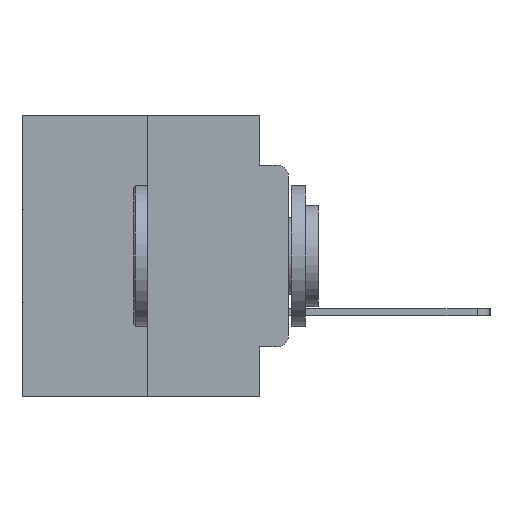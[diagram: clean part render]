
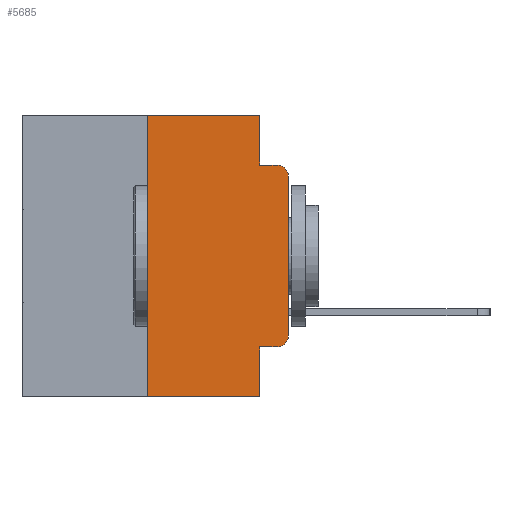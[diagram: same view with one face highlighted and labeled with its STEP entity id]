
A CAD part, left-side view. The second image highlights one B-rep face of the part: STEP entity #5685.
In plain terms, the highlighted planar face has unit normal (-1, 0, 0).
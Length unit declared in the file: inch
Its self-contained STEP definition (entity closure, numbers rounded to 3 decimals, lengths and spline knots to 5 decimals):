
#545 = CARTESIAN_POINT ( 'NONE',  ( 0., 0.25, -0.5 ) ) ;
#647 = LINE ( 'NONE', #18081, #12775 ) ;
#684 = CIRCLE ( 'NONE', #4667, 0.02 ) ;
#924 = VERTEX_POINT ( 'NONE', #16311 ) ;
#979 = ORIENTED_EDGE ( 'NONE', *, *, #16843, .T. ) ;
#1333 = CARTESIAN_POINT ( 'NONE',  ( 0., 0.051, 0. ) ) ;
#1568 = CARTESIAN_POINT ( 'NONE',  ( 0., 0.051, -0.0885 ) ) ;
#2004 = VECTOR ( 'NONE', #15200, 39.37008 ) ;
#2167 = CARTESIAN_POINT ( 'NONE',  ( 0., 0.02, -0.3915 ) ) ;
#3348 = ORIENTED_EDGE ( 'NONE', *, *, #14057, .T. ) ;
#3470 = EDGE_CURVE ( 'NONE', #4186, #10820, #6106, .T. ) ;
#3894 = VERTEX_POINT ( 'NONE', #7351 ) ;
#4186 = VERTEX_POINT ( 'NONE', #8619 ) ;
#4271 = ORIENTED_EDGE ( 'NONE', *, *, #20945, .F. ) ;
#4403 = EDGE_CURVE ( 'NONE', #3894, #8464, #647, .T. ) ;
#4478 = DIRECTION ( 'NONE',  ( 0., 0., -1. ) ) ;
#4667 = AXIS2_PLACEMENT_3D ( 'NONE', #2167, #17655, #4478 ) ;
#4964 = DIRECTION ( 'NONE',  ( 0., -1., 0. ) ) ;
#4997 = CARTESIAN_POINT ( 'NONE',  ( 0., 0.051, 0. ) ) ;
#5043 = EDGE_CURVE ( 'NONE', #4186, #19766, #15998, .T. ) ;
#5183 = ORIENTED_EDGE ( 'NONE', *, *, #8144, .F. ) ;
#5685 = ADVANCED_FACE ( 'NONE', ( #8497 ), #23549, .F. ) ;
#6047 = CARTESIAN_POINT ( 'NONE',  ( 0., 0.051, 0. ) ) ;
#6106 = LINE ( 'NONE', #10654, #27996 ) ;
#6214 = ORIENTED_EDGE ( 'NONE', *, *, #25105, .F. ) ;
#7346 = DIRECTION ( 'NONE',  ( 0., 0., -1. ) ) ;
#7351 = CARTESIAN_POINT ( 'NONE',  ( 0., 0.25, 0. ) ) ;
#7436 = LINE ( 'NONE', #27532, #2004 ) ;
#7808 = ORIENTED_EDGE ( 'NONE', *, *, #4403, .F. ) ;
#7852 = VERTEX_POINT ( 'NONE', #24286 ) ;
#7973 = VERTEX_POINT ( 'NONE', #18546 ) ;
#8144 = EDGE_CURVE ( 'NONE', #19083, #3894, #7436, .T. ) ;
#8464 = VERTEX_POINT ( 'NONE', #1333 ) ;
#8497 = FACE_OUTER_BOUND ( 'NONE', #19085, .T. ) ;
#8619 = CARTESIAN_POINT ( 'NONE',  ( 0., 0.051, -0.4115 ) ) ;
#8620 = DIRECTION ( 'NONE',  ( 0., -1., 0. ) ) ;
#9627 = DIRECTION ( 'NONE',  ( 0., -1., 0. ) ) ;
#10473 = VECTOR ( 'NONE', #8620, 39.37008 ) ;
#10654 = CARTESIAN_POINT ( 'NONE',  ( 0., 0.051, -0.4115 ) ) ;
#10702 = VERTEX_POINT ( 'NONE', #22310 ) ;
#10820 = VERTEX_POINT ( 'NONE', #24659 ) ;
#11100 = CARTESIAN_POINT ( 'NONE',  ( 0., 0.473, 0. ) ) ;
#11395 = VECTOR ( 'NONE', #7346, 39.37008 ) ;
#11485 = DIRECTION ( 'NONE',  ( -1., 0., 0. ) ) ;
#12160 = VECTOR ( 'NONE', #14224, 39.37008 ) ;
#12775 = VECTOR ( 'NONE', #4964, 39.37008 ) ;
#12842 = LINE ( 'NONE', #18488, #12160 ) ;
#12931 = ORIENTED_EDGE ( 'NONE', *, *, #3470, .T. ) ;
#13299 = ORIENTED_EDGE ( 'NONE', *, *, #21018, .T. ) ;
#13806 = ORIENTED_EDGE ( 'NONE', *, *, #5043, .F. ) ;
#14057 = EDGE_CURVE ( 'NONE', #7852, #924, #12842, .T. ) ;
#14224 = DIRECTION ( 'NONE',  ( 0., 0., 1. ) ) ;
#14564 = EDGE_CURVE ( 'NONE', #10820, #7852, #684, .T. ) ;
#15200 = DIRECTION ( 'NONE',  ( 0., 0., 1. ) ) ;
#15381 = DIRECTION ( 'NONE',  ( 0., 0., -1. ) ) ;
#15813 = AXIS2_PLACEMENT_3D ( 'NONE', #11100, #27719, #15381 ) ;
#15998 = LINE ( 'NONE', #6047, #21453 ) ;
#16311 = CARTESIAN_POINT ( 'NONE',  ( 0., 0., -0.1085 ) ) ;
#16843 = EDGE_CURVE ( 'NONE', #924, #7973, #25958, .T. ) ;
#16963 = DIRECTION ( 'NONE',  ( 0., 0., -1. ) ) ;
#17466 = DIRECTION ( 'NONE',  ( 0., -1., 0. ) ) ;
#17510 = ORIENTED_EDGE ( 'NONE', *, *, #14564, .T. ) ;
#17655 = DIRECTION ( 'NONE',  ( -1., 0., 0. ) ) ;
#18081 = CARTESIAN_POINT ( 'NONE',  ( 0., 0.473, 0. ) ) ;
#18488 = CARTESIAN_POINT ( 'NONE',  ( 0., 0., 0. ) ) ;
#18546 = CARTESIAN_POINT ( 'NONE',  ( 0., 0.02, -0.0885 ) ) ;
#19083 = VERTEX_POINT ( 'NONE', #545 ) ;
#19085 = EDGE_LOOP ( 'NONE', ( #3348, #979, #4271, #6214, #7808, #5183, #13299, #13806, #12931, #17510 ) ) ;
#19609 = AXIS2_PLACEMENT_3D ( 'NONE', #23920, #11485, #25994 ) ;
#19640 = VECTOR ( 'NONE', #17466, 39.37008 ) ;
#19766 = VERTEX_POINT ( 'NONE', #20251 ) ;
#20251 = CARTESIAN_POINT ( 'NONE',  ( 0., 0.051, -0.5 ) ) ;
#20945 = EDGE_CURVE ( 'NONE', #10702, #7973, #27737, .T. ) ;
#21018 = EDGE_CURVE ( 'NONE', #19083, #19766, #25779, .T. ) ;
#21453 = VECTOR ( 'NONE', #16963, 39.37008 ) ;
#22310 = CARTESIAN_POINT ( 'NONE',  ( 0., 0.051, -0.0885 ) ) ;
#22440 = LINE ( 'NONE', #4997, #11395 ) ;
#23549 = PLANE ( 'NONE',  #15813 ) ;
#23920 = CARTESIAN_POINT ( 'NONE',  ( 0., 0.02, -0.1085 ) ) ;
#24286 = CARTESIAN_POINT ( 'NONE',  ( 0., 0., -0.3915 ) ) ;
#24659 = CARTESIAN_POINT ( 'NONE',  ( 0., 0.02, -0.4115 ) ) ;
#25105 = EDGE_CURVE ( 'NONE', #8464, #10702, #22440, .T. ) ;
#25779 = LINE ( 'NONE', #27716, #19640 ) ;
#25958 = CIRCLE ( 'NONE', #19609, 0.02 ) ;
#25994 = DIRECTION ( 'NONE',  ( 0., 0., -1. ) ) ;
#27532 = CARTESIAN_POINT ( 'NONE',  ( 0., 0.25, 0. ) ) ;
#27716 = CARTESIAN_POINT ( 'NONE',  ( 0., 0.473, -0.5 ) ) ;
#27719 = DIRECTION ( 'NONE',  ( 1., 0., 0. ) ) ;
#27737 = LINE ( 'NONE', #1568, #10473 ) ;
#27996 = VECTOR ( 'NONE', #9627, 39.37008 ) ;
